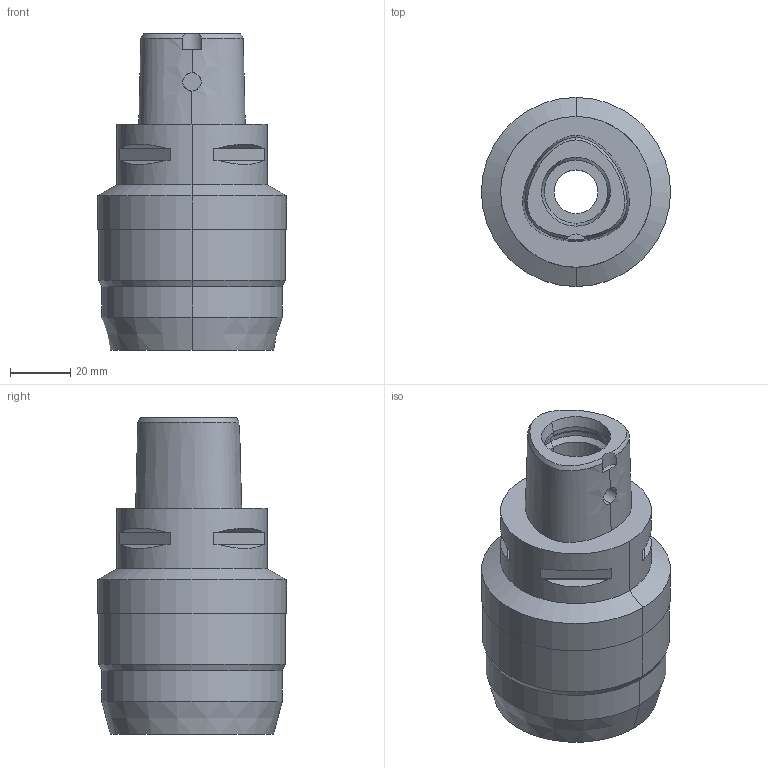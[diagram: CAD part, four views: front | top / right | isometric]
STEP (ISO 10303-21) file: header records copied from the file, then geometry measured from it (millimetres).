
FILE_DESCRIPTION((''),'2;1');
FILE_NAME('C5-MEGA25D-75A','2019-01-08T',('ykawabe'),(''),'CREO PARAMETRIC BY PTC INC, 2016380','CREO PARAMETRIC BY PTC INC, 2016380','');
FILE_SCHEMA(('AUTOMOTIVE_DESIGN { 1 0 10303 214 1 1 1 1 }'));
Length unit declared in the file: millimetre
Products named in the file (1): C5-MEGA25D-75A
Bounding box: 62.7 x 62.7 x 105 mm (x, y, z)
Volume: 179314.5 mm3; surface area: 29338.7 mm2
Topology: 1 solids, 1 shells, 67 faces, 150 edges, 91 vertices
Faces by surface type: plane 28, cylinder 23, cone 10, bspline 4, torus 2
Entity records: 3406 total; most frequent: CARTESIAN_POINT 1310, DIRECTION 322, ORIENTED_EDGE 300, PRESENTATION_STYLE_ASSIGNMENT 155, STYLED_ITEM 155, CURVE_STYLE 154, EDGE_CURVE 150, AXIS2_PLACEMENT_3D 130
